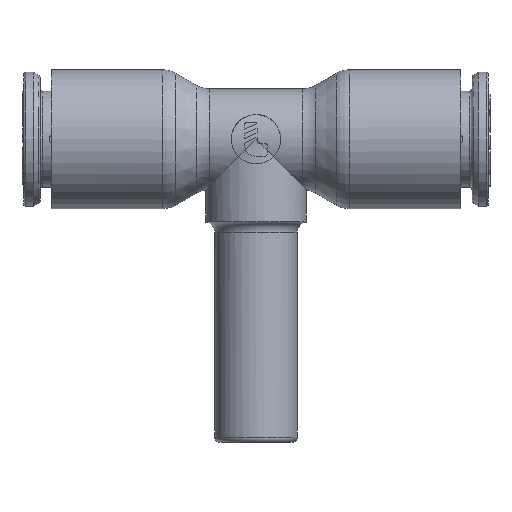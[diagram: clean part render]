
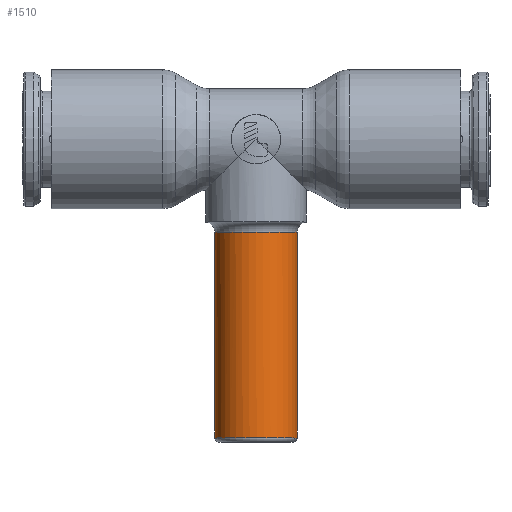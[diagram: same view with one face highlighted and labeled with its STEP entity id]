
A CAD part, top view. The second image highlights one B-rep face of the part: STEP entity #1510.
In plain terms, the highlighted cylindrical face has radius 4 mm (diameter 8 mm), a partial arc.
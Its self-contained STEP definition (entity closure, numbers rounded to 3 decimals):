
#1510=ADVANCED_FACE('',(#4233),#4234,.T.);
#4233=FACE_OUTER_BOUND('',#10249,.T.);
#4234=CYLINDRICAL_SURFACE('',#10250,4.0);
#10249=EDGE_LOOP('',(#20720,#20721,#20722,#20723,#20724));
#10250=AXIS2_PLACEMENT_3D('',#20725,#20726,#20727);
#20720=ORIENTED_EDGE('',*,*,#24886,.F.);
#20721=ORIENTED_EDGE('',*,*,#24649,.F.);
#20722=ORIENTED_EDGE('',*,*,#24887,.T.);
#20723=ORIENTED_EDGE('',*,*,#24653,.F.);
#20724=ORIENTED_EDGE('',*,*,#24885,.F.);
#20725=CARTESIAN_POINT('',(0.0,-30.923,0.0));
#20726=DIRECTION('',(0.0,-1.0,0.0));
#20727=DIRECTION('',(1.0,0.0,0.0));
#24649=EDGE_CURVE('',#30324,#30319,#30326,.T.);
#24653=EDGE_CURVE('',#30329,#30332,#30333,.T.);
#24885=EDGE_CURVE('',#30340,#30329,#30707,.T.);
#24886=EDGE_CURVE('',#30319,#30340,#30708,.T.);
#24887=EDGE_CURVE('',#30324,#30332,#30709,.T.);
#30319=VERTEX_POINT('',#40487);
#30324=VERTEX_POINT('',#40492);
#30326=CIRCLE('',#40494,4.0);
#30329=VERTEX_POINT('',#40497);
#30332=VERTEX_POINT('',#40500);
#30333=CIRCLE('',#40501,4.0);
#30340=VERTEX_POINT('',#40508);
#30707=CIRCLE('',#41378,4.0);
#30708=LINE('',#41379,#41380);
#30709=LINE('',#41381,#41382);
#40487=CARTESIAN_POINT('',(4.,-9.045,0.));
#40492=CARTESIAN_POINT('',(-4.,-9.045,0.));
#40494=AXIS2_PLACEMENT_3D('',#45926,#45927,#45928);
#40497=CARTESIAN_POINT('',(-3.998,-29.05,0.121));
#40500=CARTESIAN_POINT('',(-4.0,-29.05,0.0));
#40501=AXIS2_PLACEMENT_3D('',#45938,#45939,#45940);
#40508=CARTESIAN_POINT('',(4.0,-29.05,0.0));
#41378=AXIS2_PLACEMENT_3D('',#46371,#46372,#46373);
#41379=CARTESIAN_POINT('',(4.0,-9.045,0.));
#41380=VECTOR('',#46374,20.005);
#41381=CARTESIAN_POINT('',(-4.0,-9.045,0.));
#41382=VECTOR('',#46375,20.005);
#45926=CARTESIAN_POINT('',(0.0,-9.045,0.0));
#45927=DIRECTION('',(0.0,1.0,0.0));
#45928=DIRECTION('',(-1.0,0.0,0.0));
#45938=CARTESIAN_POINT('',(0.0,-29.05,0.0));
#45939=DIRECTION('',(0.0,-1.0,0.0));
#45940=DIRECTION('',(1.0,0.0,0.0));
#46371=CARTESIAN_POINT('',(0.0,-29.05,0.0));
#46372=DIRECTION('',(0.0,-1.0,0.0));
#46373=DIRECTION('',(1.0,0.0,0.0));
#46374=DIRECTION('',(0.0,-1.0,0.));
#46375=DIRECTION('',(0.0,-1.0,0.));
